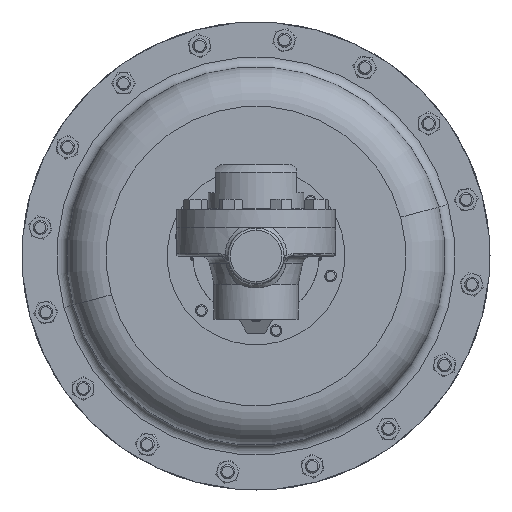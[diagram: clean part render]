
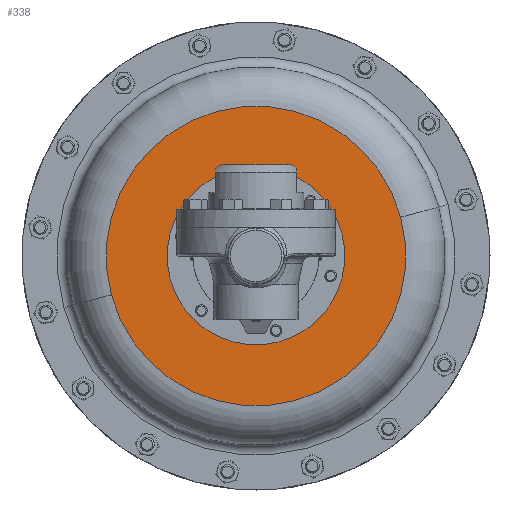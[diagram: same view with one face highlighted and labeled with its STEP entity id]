
A CAD part, front view. The second image highlights one B-rep face of the part: STEP entity #338.
In plain terms, the highlighted planar face has unit normal (0, -1, 0).
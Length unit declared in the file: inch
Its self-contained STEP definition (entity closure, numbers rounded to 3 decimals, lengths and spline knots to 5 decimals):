
#338 = ADVANCED_FACE ( 'NONE', ( #23824, #457 ), #9107, .T. ) ;
#457 = FACE_BOUND ( 'NONE', #13336, .T. ) ;
#679 = AXIS2_PLACEMENT_3D ( 'NONE', #19182, #19203, #19275 ) ;
#1850 = ORIENTED_EDGE ( 'NONE', *, *, #27836, .F. ) ;
#1913 = ORIENTED_EDGE ( 'NONE', *, *, #26437, .T. ) ;
#2443 = CARTESIAN_POINT ( 'NONE',  ( -1.67938, 6.7225, 1.67938 ) ) ;
#3171 = CIRCLE ( 'NONE', #26793, 2.375 ) ;
#3717 = DIRECTION ( 'NONE',  ( 0., 1., 0. ) ) ;
#4537 = VERTEX_POINT ( 'NONE', #8075 ) ;
#5457 = EDGE_CURVE ( 'NONE', #23161, #4537, #5690, .T. ) ;
#5690 = CIRCLE ( 'NONE', #8837, 2.375 ) ;
#8075 = CARTESIAN_POINT ( 'NONE',  ( 1.67938, 6.7225, -1.67938 ) ) ;
#8394 = CARTESIAN_POINT ( 'NONE',  ( 0., 6.7225, 0. ) ) ;
#8751 = CARTESIAN_POINT ( 'NONE',  ( 0., 6.7225, 0. ) ) ;
#8837 = AXIS2_PLACEMENT_3D ( 'NONE', #8751, #8909, #9463 ) ;
#8909 = DIRECTION ( 'NONE',  ( 0., 1., 0. ) ) ;
#9107 = PLANE ( 'NONE',  #10178 ) ;
#9463 = DIRECTION ( 'NONE',  ( 0.707, 0., -0.707 ) ) ;
#9583 = CARTESIAN_POINT ( 'NONE',  ( 3.8637, 6.7225, 1.03528 ) ) ;
#10178 = AXIS2_PLACEMENT_3D ( 'NONE', #17019, #24400, #11298 ) ;
#10583 = DIRECTION ( 'NONE',  ( 0.966, 0., 0.259 ) ) ;
#11298 = DIRECTION ( 'NONE',  ( -0.966, 0., -0.259 ) ) ;
#11754 = CIRCLE ( 'NONE', #679, 4. ) ;
#12477 = CIRCLE ( 'NONE', #24022, 4. ) ;
#13336 = EDGE_LOOP ( 'NONE', ( #20879, #1913 ) ) ;
#14096 = EDGE_CURVE ( 'NONE', #27896, #14820, #11754, .T. ) ;
#14820 = VERTEX_POINT ( 'NONE', #9583 ) ;
#16851 = CARTESIAN_POINT ( 'NONE',  ( 0., 6.7225, 0. ) ) ;
#17019 = CARTESIAN_POINT ( 'NONE',  ( 1.03528, 6.7225, -3.8637 ) ) ;
#17732 = EDGE_LOOP ( 'NONE', ( #1850, #19143 ) ) ;
#19026 = DIRECTION ( 'NONE',  ( 0.707, 0., -0.707 ) ) ;
#19143 = ORIENTED_EDGE ( 'NONE', *, *, #14096, .F. ) ;
#19182 = CARTESIAN_POINT ( 'NONE',  ( 0., 6.7225, 0. ) ) ;
#19203 = DIRECTION ( 'NONE',  ( 0., 1., 0. ) ) ;
#19275 = DIRECTION ( 'NONE',  ( 0.966, 0., 0.259 ) ) ;
#20879 = ORIENTED_EDGE ( 'NONE', *, *, #5457, .T. ) ;
#23161 = VERTEX_POINT ( 'NONE', #2443 ) ;
#23692 = DIRECTION ( 'NONE',  ( 0., 1., 0. ) ) ;
#23824 = FACE_OUTER_BOUND ( 'NONE', #17732, .T. ) ;
#24022 = AXIS2_PLACEMENT_3D ( 'NONE', #8394, #23692, #10583 ) ;
#24400 = DIRECTION ( 'NONE',  ( 0., -1., 0. ) ) ;
#26101 = CARTESIAN_POINT ( 'NONE',  ( -3.8637, 6.7225, -1.03528 ) ) ;
#26437 = EDGE_CURVE ( 'NONE', #4537, #23161, #3171, .T. ) ;
#26793 = AXIS2_PLACEMENT_3D ( 'NONE', #16851, #3717, #19026 ) ;
#27836 = EDGE_CURVE ( 'NONE', #14820, #27896, #12477, .T. ) ;
#27896 = VERTEX_POINT ( 'NONE', #26101 ) ;
